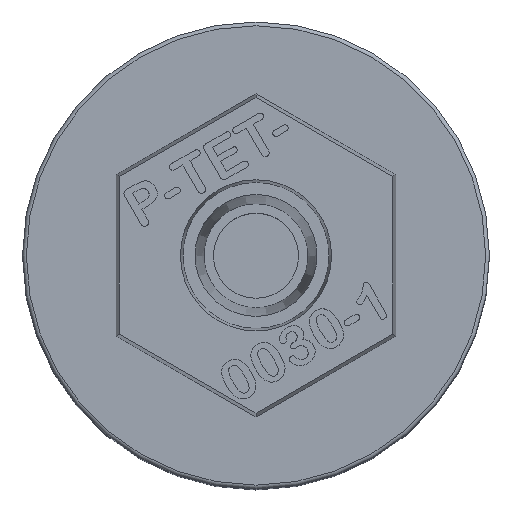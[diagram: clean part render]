
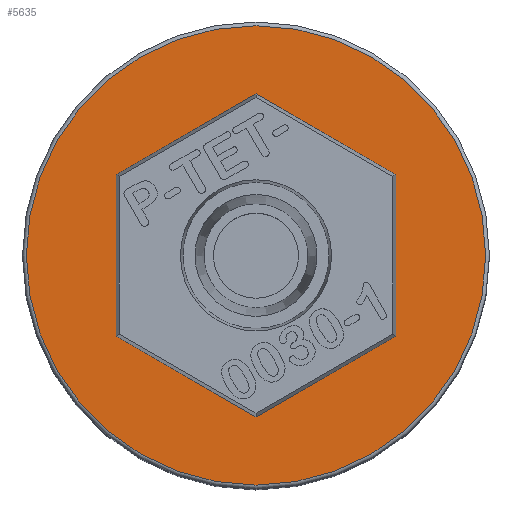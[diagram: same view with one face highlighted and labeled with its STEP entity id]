
A CAD part, top view. The second image highlights one B-rep face of the part: STEP entity #5635.
In plain terms, the highlighted planar face has unit normal (0, 0, 1).
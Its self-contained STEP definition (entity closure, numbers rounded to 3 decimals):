
#53=CIRCLE('',#5740,12.15);
#93=FACE_BOUND('',#795,.T.);
#159=PLANE('',#5744);
#462=FACE_OUTER_BOUND('',#794,.T.);
#794=EDGE_LOOP('',(#5059));
#795=EDGE_LOOP('',(#5060,#5061,#5062,#5063,#5064,#5065));
#1154=LINE('',#11898,#1514);
#1156=LINE('',#11902,#1516);
#1158=LINE('',#11906,#1518);
#1160=LINE('',#11910,#1520);
#1162=LINE('',#11914,#1522);
#1164=LINE('',#11917,#1524);
#1514=VECTOR('',#6284,10.);
#1516=VECTOR('',#6288,10.);
#1518=VECTOR('',#6292,10.);
#1520=VECTOR('',#6296,10.);
#1522=VECTOR('',#6300,10.);
#1524=VECTOR('',#6304,10.);
#2528=VERTEX_POINT('',#11895);
#2529=VERTEX_POINT('',#11897);
#2530=VERTEX_POINT('',#11901);
#2531=VERTEX_POINT('',#11905);
#2532=VERTEX_POINT('',#11909);
#2533=VERTEX_POINT('',#11913);
#2536=VERTEX_POINT('',#11923);
#3365=EDGE_CURVE('',#2529,#2528,#1154,.T.);
#3367=EDGE_CURVE('',#2528,#2530,#1156,.T.);
#3369=EDGE_CURVE('',#2530,#2531,#1158,.T.);
#3371=EDGE_CURVE('',#2532,#2529,#1160,.T.);
#3373=EDGE_CURVE('',#2531,#2533,#1162,.T.);
#3375=EDGE_CURVE('',#2533,#2532,#1164,.T.);
#3378=EDGE_CURVE('',#2536,#2536,#53,.T.);
#5059=ORIENTED_EDGE('',*,*,#3378,.F.);
#5060=ORIENTED_EDGE('',*,*,#3373,.T.);
#5061=ORIENTED_EDGE('',*,*,#3375,.T.);
#5062=ORIENTED_EDGE('',*,*,#3371,.T.);
#5063=ORIENTED_EDGE('',*,*,#3365,.T.);
#5064=ORIENTED_EDGE('',*,*,#3367,.T.);
#5065=ORIENTED_EDGE('',*,*,#3369,.T.);
#5635=ADVANCED_FACE('',(#462,#93),#159,.F.);
#5740=AXIS2_PLACEMENT_3D('',#11925,#6313,#6314);
#5744=AXIS2_PLACEMENT_3D('',#11931,#6322,#6323);
#6284=DIRECTION('',(-0.866,-0.5,0.));
#6288=DIRECTION('',(-0.866,0.5,0.));
#6292=DIRECTION('',(0.,1.,0.));
#6296=DIRECTION('',(0.,-1.,0.));
#6300=DIRECTION('',(0.866,0.5,0.));
#6304=DIRECTION('',(0.866,-0.5,0.));
#6313=DIRECTION('center_axis',(0.,0.,-1.));
#6314=DIRECTION('ref_axis',(1.,0.,0.));
#6322=DIRECTION('center_axis',(0.,0.,-1.));
#6323=DIRECTION('ref_axis',(1.,0.,0.));
#11895=CARTESIAN_POINT('',(-49.5,-8.545,22.9));
#11897=CARTESIAN_POINT('',(-42.1,-4.272,22.9));
#11898=CARTESIAN_POINT('',(-47.65,-7.477,22.9));
#11901=CARTESIAN_POINT('',(-56.9,-4.272,22.9));
#11902=CARTESIAN_POINT('',(-55.05,-5.34,22.9));
#11905=CARTESIAN_POINT('',(-56.9,4.272,22.9));
#11906=CARTESIAN_POINT('',(-56.9,2.136,22.9));
#11909=CARTESIAN_POINT('',(-42.1,4.272,22.9));
#11910=CARTESIAN_POINT('',(-42.1,-2.136,22.9));
#11913=CARTESIAN_POINT('',(-49.5,8.545,22.9));
#11914=CARTESIAN_POINT('',(-51.35,7.477,22.9));
#11917=CARTESIAN_POINT('',(-43.95,5.34,22.9));
#11923=CARTESIAN_POINT('',(-37.35,0.,22.9));
#11925=CARTESIAN_POINT('Origin',(-49.5,0.,22.9));
#11931=CARTESIAN_POINT('Origin',(-49.5,0.,22.9));
